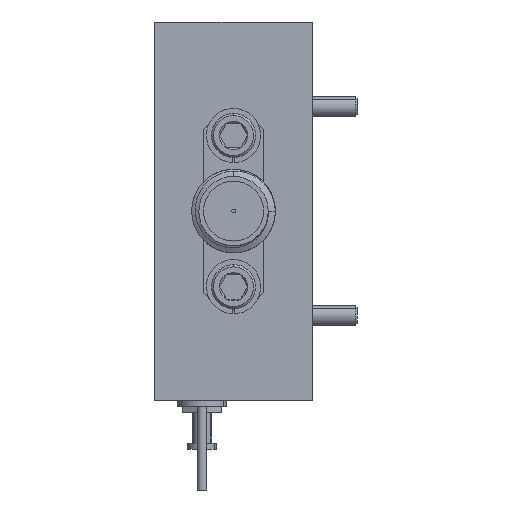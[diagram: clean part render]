
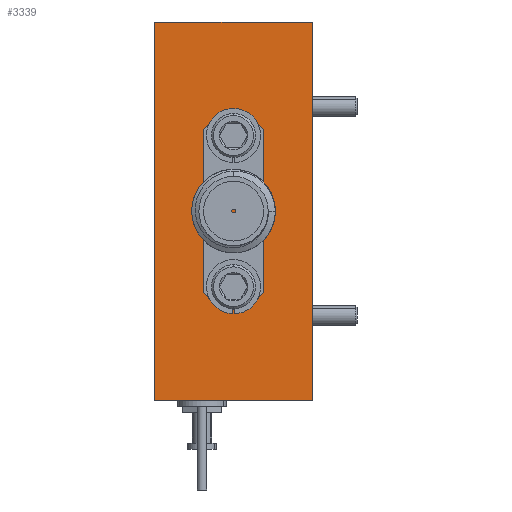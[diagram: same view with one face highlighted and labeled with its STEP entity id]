
A CAD part, left-side view. The second image highlights one B-rep face of the part: STEP entity #3339.
In plain terms, the highlighted planar face has unit normal (-1, 0, 0).
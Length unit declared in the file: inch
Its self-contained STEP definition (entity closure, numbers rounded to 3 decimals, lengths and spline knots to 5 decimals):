
#336 = LINE ( 'NONE', #4112, #11160 ) ;
#562 = DIRECTION ( 'NONE',  ( 1., 0., 0. ) ) ;
#1416 = ORIENTED_EDGE ( 'NONE', *, *, #7834, .F. ) ;
#1615 = VERTEX_POINT ( 'NONE', #6327 ) ;
#2753 = CARTESIAN_POINT ( 'NONE',  ( -1., 0.5, 0.6 ) ) ;
#3339 = ADVANCED_FACE ( 'NONE', ( #5162 ), #3538, .F. ) ;
#3538 = PLANE ( 'NONE',  #9435 ) ;
#3622 = DIRECTION ( 'NONE',  ( 0., 0., -1. ) ) ;
#3745 = DIRECTION ( 'NONE',  ( 0., 0., 1. ) ) ;
#3818 = LINE ( 'NONE', #10417, #4419 ) ;
#3888 = VECTOR ( 'NONE', #3745, 39.37008 ) ;
#4112 = CARTESIAN_POINT ( 'NONE',  ( -1., 0.5, 0.6 ) ) ;
#4239 = ORIENTED_EDGE ( 'NONE', *, *, #5564, .F. ) ;
#4419 = VECTOR ( 'NONE', #9559, 39.37008 ) ;
#4810 = ORIENTED_EDGE ( 'NONE', *, *, #10833, .T. ) ;
#5143 = CARTESIAN_POINT ( 'NONE',  ( -1., 0., -0.6 ) ) ;
#5162 = FACE_OUTER_BOUND ( 'NONE', #6272, .T. ) ;
#5206 = VERTEX_POINT ( 'NONE', #11303 ) ;
#5276 = DIRECTION ( 'NONE',  ( 0., -1., 0. ) ) ;
#5564 = EDGE_CURVE ( 'NONE', #1615, #6325, #11219, .T. ) ;
#6061 = DIRECTION ( 'NONE',  ( 0., -1., 0. ) ) ;
#6272 = EDGE_LOOP ( 'NONE', ( #7029, #1416, #4239, #4810 ) ) ;
#6325 = VERTEX_POINT ( 'NONE', #11046 ) ;
#6327 = CARTESIAN_POINT ( 'NONE',  ( -1., 0.5, -0.6 ) ) ;
#6903 = VERTEX_POINT ( 'NONE', #5143 ) ;
#7029 = ORIENTED_EDGE ( 'NONE', *, *, #9154, .T. ) ;
#7834 = EDGE_CURVE ( 'NONE', #6325, #5206, #336, .T. ) ;
#9154 = EDGE_CURVE ( 'NONE', #6903, #5206, #3818, .T. ) ;
#9435 = AXIS2_PLACEMENT_3D ( 'NONE', #12256, #562, #3622 ) ;
#9559 = DIRECTION ( 'NONE',  ( 0., 0., 1. ) ) ;
#9856 = CARTESIAN_POINT ( 'NONE',  ( -1., 0.5, -0.6 ) ) ;
#10417 = CARTESIAN_POINT ( 'NONE',  ( -1., 0., 0.6 ) ) ;
#10503 = VECTOR ( 'NONE', #5276, 39.37008 ) ;
#10833 = EDGE_CURVE ( 'NONE', #1615, #6903, #11251, .T. ) ;
#11046 = CARTESIAN_POINT ( 'NONE',  ( -1., 0.5, 0.6 ) ) ;
#11160 = VECTOR ( 'NONE', #6061, 39.37008 ) ;
#11219 = LINE ( 'NONE', #2753, #3888 ) ;
#11251 = LINE ( 'NONE', #9856, #10503 ) ;
#11303 = CARTESIAN_POINT ( 'NONE',  ( -1., 0., 0.6 ) ) ;
#12256 = CARTESIAN_POINT ( 'NONE',  ( -1., 0.5, 0.6 ) ) ;
